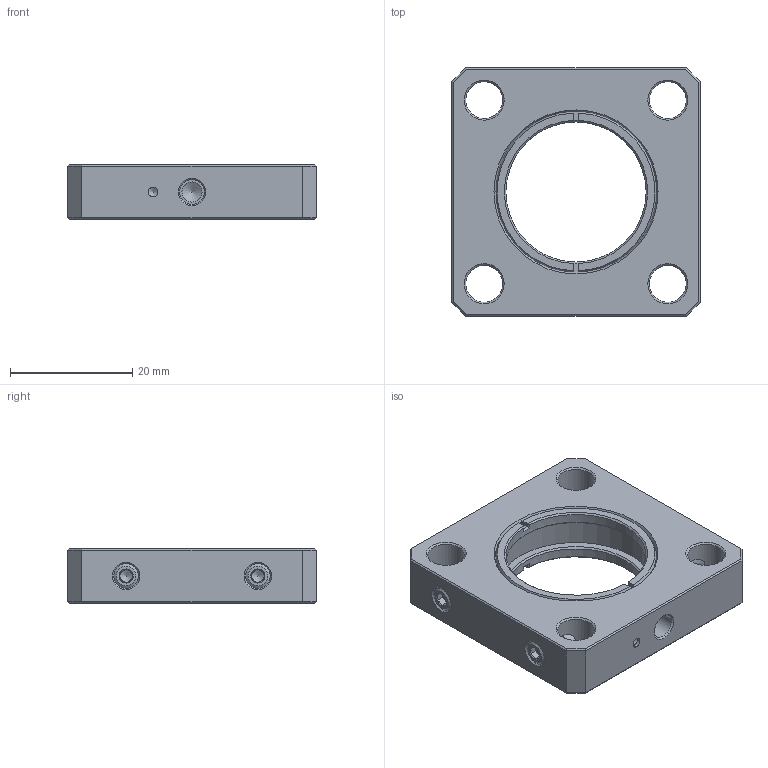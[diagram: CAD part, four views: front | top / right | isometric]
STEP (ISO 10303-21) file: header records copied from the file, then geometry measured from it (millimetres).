
FILE_DESCRIPTION(/* description */ (''),/* implementation_level */ '2;1');
FILE_NAME(/* name */ '00_Thorlabs_Cage_CP33_M.ipt.step',/* time_stamp */ '2022-11-29T07:52:43+01:00',/* author */ ('wanghaoran'),/* organization */ (''),/* preprocessor_version */ 'ST-DEVELOPER v18.1',/* originating_system */ 'Autodesk Inventor 2022',/* authorisation */ '');
FILE_SCHEMA (('AUTOMOTIVE_DESIGN { 1 0 10303 214 3 1 1 }'));
Length unit declared in the file: inch
Products named in the file (1): 00_Thorlabs_Cage_CP33_M
Bounding box: 40.64 x 40.64 x 8.89 mm (x, y, z)
Volume: 8851.8 mm3; surface area: 6508.6 mm2
Topology: 7 solids, 7 shells, 471 faces, 1186 edges, 754 vertices
Faces by surface type: plane 258, bspline 116, cone 73, cylinder 24
Full cylindrical faces by diameter (mm): 1.587 x1, 3.3 x5, 4 x9, 6.02 x4, 22.911 x2, 26.289 x3
Entity records: 16885 total; most frequent: CARTESIAN_POINT 5858, ORIENTED_EDGE 2352, DIRECTION 1774, EDGE_CURVE 1176, VERTEX_POINT 754, LINE 738, VECTOR 738, EDGE_LOOP 528
